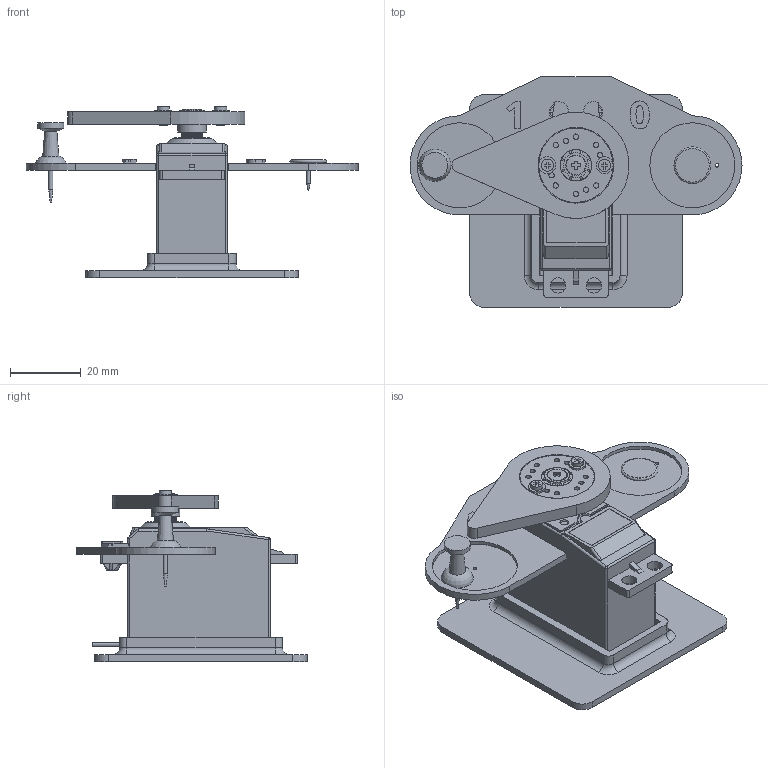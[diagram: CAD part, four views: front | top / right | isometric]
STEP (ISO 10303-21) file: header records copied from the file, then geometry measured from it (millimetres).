
FILE_DESCRIPTION(('FreeCAD Model'),'2;1');
FILE_NAME('servo-position-dashboard-assembly.step','2017-03-26T09:24:41',(''),('') ,'Open CASCADE STEP processor 6.8','FreeCAD','Unknown');
FILE_SCHEMA(('AUTOMOTIVE_DESIGN_CC2 { 1 2 10303 214 -1 1 5 4 }'));
Length unit declared in the file: millimetre
Products named in the file (15): ASSEMBLY; Servo-Futaba-3003-ready; Futaba-bolt002; Futaba-bolt1; pin-h003; pin-h004; Servo-horn; pointer1-final; Shaft-bolt001; Final-support-with-fillet001; Handle001; Pin001; cover001; Pushpin-body001; Dashboard-final2
Assembly tree (14 placements, depth 2):
  ASSEMBLY
    Servo-Futaba-3003-ready
    Futaba-bolt002
    Futaba-bolt1
    pin-h003
    pin-h004
    Servo-horn
    pointer1-final
    Shaft-bolt001
    Final-support-with-fillet001
    Handle001
    Pin001
    cover001
    Pushpin-body001
    Dashboard-final2
Bounding box: 93.7 x 65 x 48.44 mm (x, y, z)
Volume: 45876.1 mm3; surface area: 27402.4 mm2
Topology: 17 solids, 25 shells, 673 faces, 1691 edges, 1110 vertices
Faces by surface type: plane 457, cylinder 164, extrusion 17, cone 15, torus 10, sphere 5, bspline 4, revolution 1
Full cylindrical faces by diameter (mm): 1 x5, 1.15 x1, 1.3 x1, 1.5 x12, 1.62 x8, 1.8 x1, 2 x12, 2.1 x2, 2.3 x1, 2.5 x1, 3 x1, 3.3 x4, 3.44 x2, 4.3 x4, 4.8 x2, 5 x2, 5.38 x1, 5.4 x1, 5.8 x1, 6 x1, 7.3 x1, 8.1 x1, 8.9 x1, 9.2 x1, 9.5 x1, 9.55 x1, 9.9 x1, 21 x1, 21.4 x1, 24 x2
Entity records: 46427 total; most frequent: CARTESIAN_POINT 9872, DIRECTION 6158, VECTOR 3654, LINE 3637, ORIENTED_EDGE 3374, PCURVE 3374, DEFINITIONAL_REPRESENTATION 3374, EDGE_CURVE 1687
